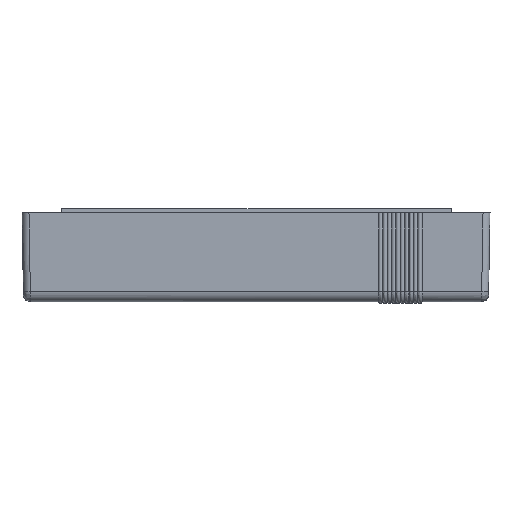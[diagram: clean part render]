
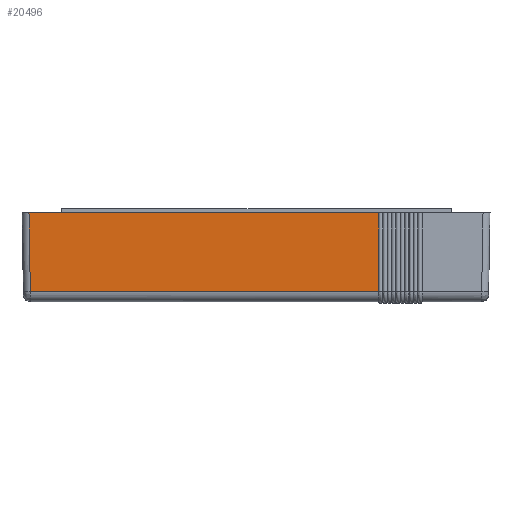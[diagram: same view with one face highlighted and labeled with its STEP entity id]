
A CAD part, front view. The second image highlights one B-rep face of the part: STEP entity #20496.
In plain terms, the highlighted planar face has unit normal (0, -1, -0.018).
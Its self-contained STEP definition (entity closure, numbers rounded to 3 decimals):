
#363=CARTESIAN_POINT('',(35.163,-67.6,0.));
#364=VERTEX_POINT('',#363);
#17062=CARTESIAN_POINT('',(35.163,-67.206,-22.552));
#17063=VERTEX_POINT('',#17062);
#17174=CARTESIAN_POINT('',(35.163,-67.206,-22.552));
#17175=DIRECTION('',(0.0,-0.017,1.));
#17176=VECTOR('',#17175,22.556);
#17177=LINE('',#17174,#17176);
#17178=EDGE_CURVE('',#17063,#364,#17177,.T.);
#20293=CARTESIAN_POINT('',(-64.757,-67.206,-22.552));
#20294=VERTEX_POINT('',#20293);
#20295=CARTESIAN_POINT('',(35.163,-67.206,-22.552));
#20296=DIRECTION('',(-1.0,0.0,0.0));
#20297=VECTOR('',#20296,99.919);
#20298=LINE('',#20295,#20297);
#20299=EDGE_CURVE('',#17063,#20294,#20298,.T.);
#20473=CARTESIAN_POINT('',(-67.15,-67.6,0.0));
#20474=DIRECTION('',(0.0,-1.,-0.017));
#20475=DIRECTION('',(-1.0,0.0,0.0));
#20476=AXIS2_PLACEMENT_3D('',#20473,#20474,#20475);
#20477=PLANE('',#20476);
#20478=ORIENTED_EDGE('',*,*,#17178,.T.);
#20479=CARTESIAN_POINT('',(-65.15,-67.6,0.0));
#20480=VERTEX_POINT('',#20479);
#20481=CARTESIAN_POINT('',(35.163,-67.6,0.));
#20482=DIRECTION('',(-1.0,0.0,0.0));
#20483=VECTOR('',#20482,100.313);
#20484=LINE('',#20481,#20483);
#20485=EDGE_CURVE('',#364,#20480,#20484,.T.);
#20486=ORIENTED_EDGE('',*,*,#20485,.T.);
#20487=CARTESIAN_POINT('',(-64.757,-67.206,-22.552));
#20488=DIRECTION('',(-0.017,-0.017,1.));
#20489=VECTOR('',#20488,22.559);
#20490=LINE('',#20487,#20489);
#20491=EDGE_CURVE('',#20294,#20480,#20490,.T.);
#20492=ORIENTED_EDGE('',*,*,#20491,.F.);
#20493=ORIENTED_EDGE('',*,*,#20299,.F.);
#20494=EDGE_LOOP('',(#20478,#20486,#20492,#20493));
#20495=FACE_OUTER_BOUND('',#20494,.T.);
#20496=ADVANCED_FACE('',(#20495),#20477,.T.);
